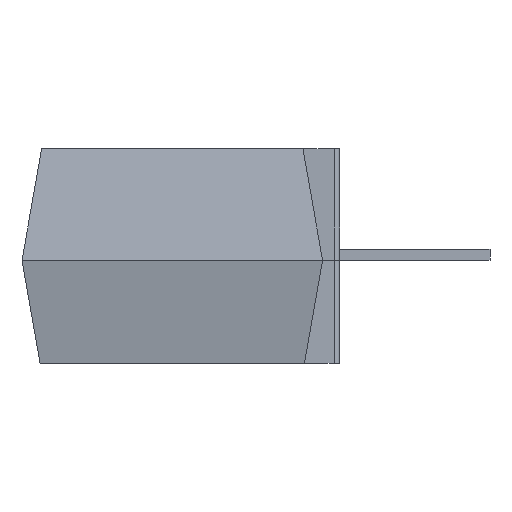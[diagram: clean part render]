
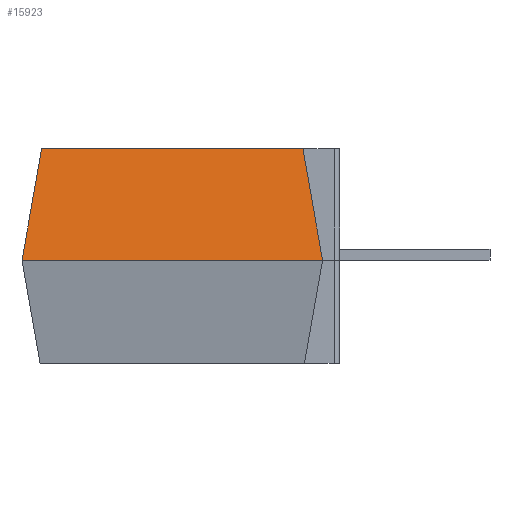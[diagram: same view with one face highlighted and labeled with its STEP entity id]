
A CAD part, left-side view. The second image highlights one B-rep face of the part: STEP entity #15923.
In plain terms, the highlighted planar face has unit normal (-0.985, 0, 0.174).
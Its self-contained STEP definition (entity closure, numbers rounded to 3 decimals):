
#345 = CARTESIAN_POINT ( 'NONE',  ( -9.042, 3.042, 2.6 ) ) ;
#758 = DIRECTION ( 'NONE',  ( 0.174, 0., 0.985 ) ) ;
#853 = CARTESIAN_POINT ( 'NONE',  ( -9.042, -3.042, 2.6 ) ) ;
#1290 = DIRECTION ( 'NONE',  ( -0.171, 0.171, -0.97 ) ) ;
#1367 = VERTEX_POINT ( 'NONE', #9339 ) ;
#1622 = VECTOR ( 'NONE', #2246, 1000. ) ;
#1680 = LINE ( 'NONE', #2856, #11505 ) ;
#2246 = DIRECTION ( 'NONE',  ( -0.171, -0.171, -0.97 ) ) ;
#2629 = EDGE_LOOP ( 'NONE', ( #11772, #13832, #13821, #4857 ) ) ;
#2856 = CARTESIAN_POINT ( 'NONE',  ( -9.5, 3.5, 0. ) ) ;
#2923 = EDGE_CURVE ( 'NONE', #9087, #1367, #14838, .T. ) ;
#4046 = VERTEX_POINT ( 'NONE', #345 ) ;
#4575 = CARTESIAN_POINT ( 'NONE',  ( -9.5, 3.5, 0. ) ) ;
#4820 = CARTESIAN_POINT ( 'NONE',  ( -9.5, -3.5, 0. ) ) ;
#4857 = ORIENTED_EDGE ( 'NONE', *, *, #10548, .T. ) ;
#5168 = CARTESIAN_POINT ( 'NONE',  ( -9.5, 3.5, 0. ) ) ;
#7271 = CARTESIAN_POINT ( 'NONE',  ( -9.042, 3.5, 2.6 ) ) ;
#7946 = EDGE_CURVE ( 'NONE', #4046, #9087, #15652, .T. ) ;
#8469 = DIRECTION ( 'NONE',  ( -0.985, 0., 0.174 ) ) ;
#8546 = DIRECTION ( 'NONE',  ( 0., -1., 0. ) ) ;
#8684 = CARTESIAN_POINT ( 'NONE',  ( -9.5, 3.5, 0. ) ) ;
#8717 = FACE_OUTER_BOUND ( 'NONE', #2629, .T. ) ;
#8792 = LINE ( 'NONE', #5168, #11787 ) ;
#9087 = VERTEX_POINT ( 'NONE', #853 ) ;
#9339 = CARTESIAN_POINT ( 'NONE',  ( -9.5, -3.5, 0. ) ) ;
#10548 = EDGE_CURVE ( 'NONE', #4046, #16081, #8792, .T. ) ;
#11505 = VECTOR ( 'NONE', #13108, 1000. ) ;
#11772 = ORIENTED_EDGE ( 'NONE', *, *, #15717, .T. ) ;
#11787 = VECTOR ( 'NONE', #1290, 1000. ) ;
#12258 = AXIS2_PLACEMENT_3D ( 'NONE', #4575, #8469, #758 ) ;
#12271 = VECTOR ( 'NONE', #8546, 1000. ) ;
#13108 = DIRECTION ( 'NONE',  ( 0., -1., 0. ) ) ;
#13821 = ORIENTED_EDGE ( 'NONE', *, *, #7946, .F. ) ;
#13832 = ORIENTED_EDGE ( 'NONE', *, *, #2923, .F. ) ;
#14838 = LINE ( 'NONE', #4820, #1622 ) ;
#15652 = LINE ( 'NONE', #7271, #12271 ) ;
#15717 = EDGE_CURVE ( 'NONE', #16081, #1367, #1680, .T. ) ;
#15923 = ADVANCED_FACE ( 'NONE', ( #8717 ), #16108, .T. ) ;
#16081 = VERTEX_POINT ( 'NONE', #8684 ) ;
#16108 = PLANE ( 'NONE',  #12258 ) ;
